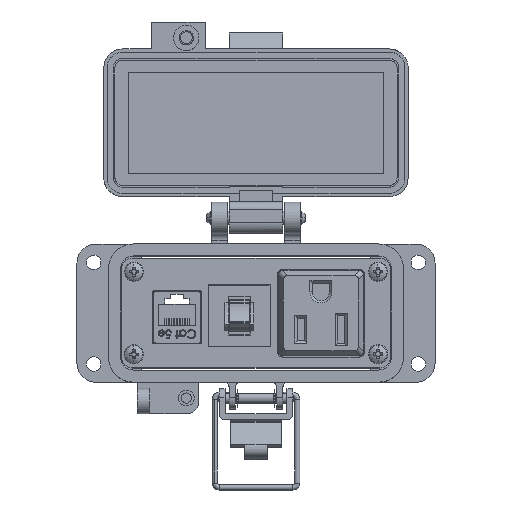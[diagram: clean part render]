
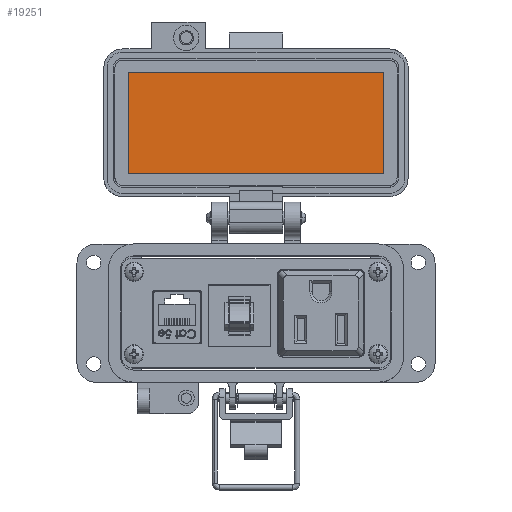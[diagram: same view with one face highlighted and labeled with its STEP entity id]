
A CAD part, top view. The second image highlights one B-rep face of the part: STEP entity #19251.
In plain terms, the highlighted planar face has unit normal (0, 0, 1).
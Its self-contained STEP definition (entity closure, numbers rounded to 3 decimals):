
#269 = LINE ( 'NONE', #6930, #21904 ) ;
#1116 = EDGE_CURVE ( 'NONE', #27678, #37180, #1360, .T. ) ;
#1360 = LINE ( 'NONE', #6261, #34492 ) ;
#4804 = CARTESIAN_POINT ( 'NONE',  ( 40.25, 51.154, -25.55 ) ) ;
#5036 = EDGE_LOOP ( 'NONE', ( #44007, #55970, #24894, #41143 ) ) ;
#6261 = CARTESIAN_POINT ( 'NONE',  ( 42., 51.154, -25.55 ) ) ;
#6930 = CARTESIAN_POINT ( 'NONE',  ( -8.5, 83.154, -25.55 ) ) ;
#9914 = CARTESIAN_POINT ( 'NONE',  ( -40.25, 67.154, -25.55 ) ) ;
#11282 = DIRECTION ( 'NONE',  ( 1., 0., 0. ) ) ;
#14608 = DIRECTION ( 'NONE',  ( 0., 1., 0. ) ) ;
#15054 = DIRECTION ( 'NONE',  ( 0., -1., 0. ) ) ;
#17981 = DIRECTION ( 'NONE',  ( 0., 0., 1. ) ) ;
#19251 = ADVANCED_FACE ( 'NONE', ( #51810 ), #52264, .T. ) ;
#20666 = CARTESIAN_POINT ( 'NONE',  ( 40.25, 83.154, -25.55 ) ) ;
#21904 = VECTOR ( 'NONE', #11282, 1000. ) ;
#24894 = ORIENTED_EDGE ( 'NONE', *, *, #1116, .F. ) ;
#25646 = EDGE_CURVE ( 'NONE', #47773, #49899, #269, .T. ) ;
#27678 = VERTEX_POINT ( 'NONE', #4804 ) ;
#29259 = EDGE_CURVE ( 'NONE', #37180, #47773, #43725, .T. ) ;
#29456 = LINE ( 'NONE', #53896, #40959 ) ;
#30991 = CARTESIAN_POINT ( 'NONE',  ( -40.25, 51.154, -25.55 ) ) ;
#32288 = DIRECTION ( 'NONE',  ( -1., 0., 0. ) ) ;
#34492 = VECTOR ( 'NONE', #32288, 1000. ) ;
#34848 = CARTESIAN_POINT ( 'NONE',  ( -40.25, 83.154, -25.55 ) ) ;
#37180 = VERTEX_POINT ( 'NONE', #30991 ) ;
#40959 = VECTOR ( 'NONE', #15054, 1000. ) ;
#41143 = ORIENTED_EDGE ( 'NONE', *, *, #41438, .F. ) ;
#41438 = EDGE_CURVE ( 'NONE', #49899, #27678, #29456, .T. ) ;
#43725 = LINE ( 'NONE', #9914, #53843 ) ;
#43795 = CARTESIAN_POINT ( 'NONE',  ( -8.5, 67.154, -25.55 ) ) ;
#44007 = ORIENTED_EDGE ( 'NONE', *, *, #25646, .F. ) ;
#47650 = AXIS2_PLACEMENT_3D ( 'NONE', #43795, #17981, #48152 ) ;
#47773 = VERTEX_POINT ( 'NONE', #34848 ) ;
#48152 = DIRECTION ( 'NONE',  ( 0., -1., 0. ) ) ;
#49899 = VERTEX_POINT ( 'NONE', #20666 ) ;
#51810 = FACE_OUTER_BOUND ( 'NONE', #5036, .T. ) ;
#52264 = PLANE ( 'NONE',  #47650 ) ;
#53843 = VECTOR ( 'NONE', #14608, 1000. ) ;
#53896 = CARTESIAN_POINT ( 'NONE',  ( 40.25, 67.154, -25.55 ) ) ;
#55970 = ORIENTED_EDGE ( 'NONE', *, *, #29259, .F. ) ;
